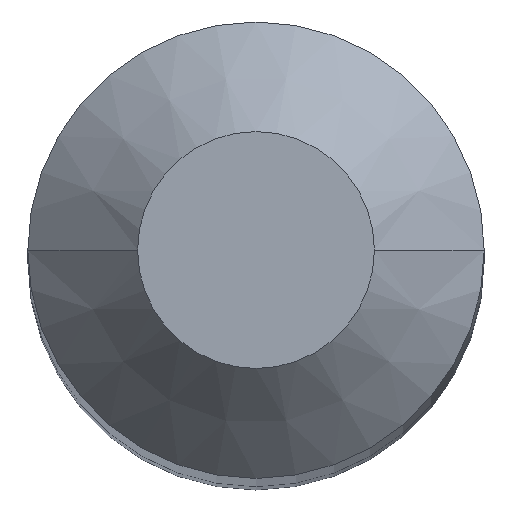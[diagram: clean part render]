
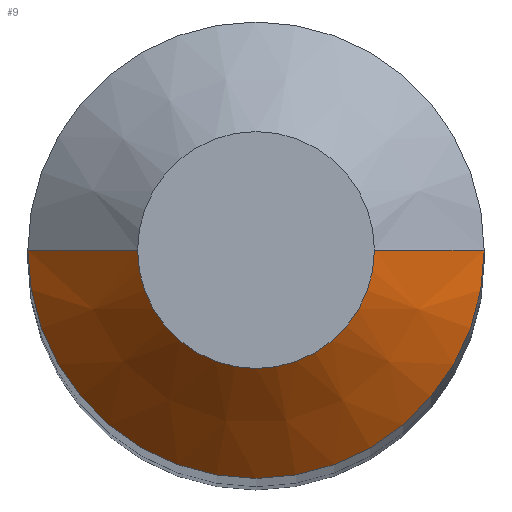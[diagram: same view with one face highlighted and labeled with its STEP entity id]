
A CAD part, top view. The second image highlights one B-rep face of the part: STEP entity #9.
In plain terms, the highlighted conical face has half-angle 45 degrees and reference radius 1.65 mm.
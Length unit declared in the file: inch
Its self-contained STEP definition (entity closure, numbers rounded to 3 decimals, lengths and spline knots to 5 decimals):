
#9 = ADVANCED_FACE ( 'NONE', ( #187 ), #216, .T. ) ;
#36 = DIRECTION ( 'NONE',  ( 0., 0., -1. ) ) ;
#37 = CIRCLE ( 'NONE', #90, 0.0337 ) ;
#40 = CARTESIAN_POINT ( 'NONE',  ( 0.0337, 0., 0. ) ) ;
#50 = CARTESIAN_POINT ( 'NONE',  ( -0.06495, 0., -0.03125 ) ) ;
#60 = ORIENTED_EDGE ( 'NONE', *, *, #110, .F. ) ;
#68 = ORIENTED_EDGE ( 'NONE', *, *, #269, .T. ) ;
#69 = DIRECTION ( 'NONE',  ( 0.707, 0., -0.707 ) ) ;
#74 = DIRECTION ( 'NONE',  ( 0., 0., 1. ) ) ;
#77 = LINE ( 'NONE', #102, #272 ) ;
#90 = AXIS2_PLACEMENT_3D ( 'NONE', #302, #133, #390 ) ;
#95 = LINE ( 'NONE', #158, #183 ) ;
#96 = CARTESIAN_POINT ( 'NONE',  ( 0.06495, 0., -0.03125 ) ) ;
#102 = CARTESIAN_POINT ( 'NONE',  ( -0.06495, 0., -0.03125 ) ) ;
#110 = EDGE_CURVE ( 'NONE', #120, #114, #95, .T. ) ;
#114 = VERTEX_POINT ( 'NONE', #96 ) ;
#120 = VERTEX_POINT ( 'NONE', #40 ) ;
#130 = EDGE_LOOP ( 'NONE', ( #60, #262, #68, #290 ) ) ;
#133 = DIRECTION ( 'NONE',  ( 0., 0., 1. ) ) ;
#140 = CARTESIAN_POINT ( 'NONE',  ( -0.0337, 0., 0. ) ) ;
#158 = CARTESIAN_POINT ( 'NONE',  ( 0.06495, 0., -0.03125 ) ) ;
#162 = AXIS2_PLACEMENT_3D ( 'NONE', #349, #74, #287 ) ;
#163 = EDGE_CURVE ( 'NONE', #267, #120, #37, .T. ) ;
#183 = VECTOR ( 'NONE', #69, 39.37008 ) ;
#185 = CIRCLE ( 'NONE', #162, 0.06495 ) ;
#187 = FACE_OUTER_BOUND ( 'NONE', #130, .T. ) ;
#196 = DIRECTION ( 'NONE',  ( -0.707, 0., -0.707 ) ) ;
#216 = CONICAL_SURFACE ( 'NONE', #375, 0.06495, 0.785 ) ;
#250 = DIRECTION ( 'NONE',  ( -1., 0., 0. ) ) ;
#251 = CARTESIAN_POINT ( 'NONE',  ( 0., 0., -0.03125 ) ) ;
#262 = ORIENTED_EDGE ( 'NONE', *, *, #163, .F. ) ;
#267 = VERTEX_POINT ( 'NONE', #140 ) ;
#269 = EDGE_CURVE ( 'NONE', #267, #331, #77, .T. ) ;
#272 = VECTOR ( 'NONE', #196, 39.37008 ) ;
#287 = DIRECTION ( 'NONE',  ( 1., 0., 0. ) ) ;
#290 = ORIENTED_EDGE ( 'NONE', *, *, #309, .T. ) ;
#302 = CARTESIAN_POINT ( 'NONE',  ( 0., 0., 0. ) ) ;
#309 = EDGE_CURVE ( 'NONE', #331, #114, #185, .T. ) ;
#331 = VERTEX_POINT ( 'NONE', #50 ) ;
#349 = CARTESIAN_POINT ( 'NONE',  ( 0., 0., -0.03125 ) ) ;
#375 = AXIS2_PLACEMENT_3D ( 'NONE', #251, #36, #250 ) ;
#390 = DIRECTION ( 'NONE',  ( 1., 0., 0. ) ) ;
